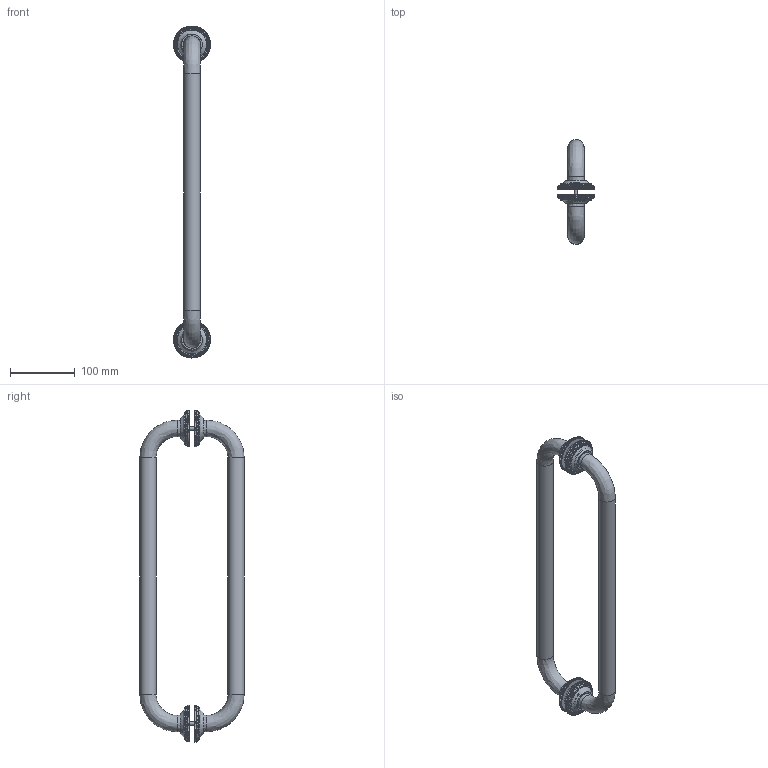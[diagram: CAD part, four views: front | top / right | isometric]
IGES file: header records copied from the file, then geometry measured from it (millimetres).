
Global section: file name: N6761-B; native system: Autodesk Inventor 2018; preprocessor: unknown; author: adaniels; date: 20171021.102759; units: millimetre
Bounding box: 57 x 161.4 x 513 mm (x, y, z)
Volume: 192754.1 mm3; surface area: 238138.3 mm2
Topology: 22 solids, 22 shells, 2310 faces, 5192 edges, 2950 vertices
Faces by surface type: bspline 2310
